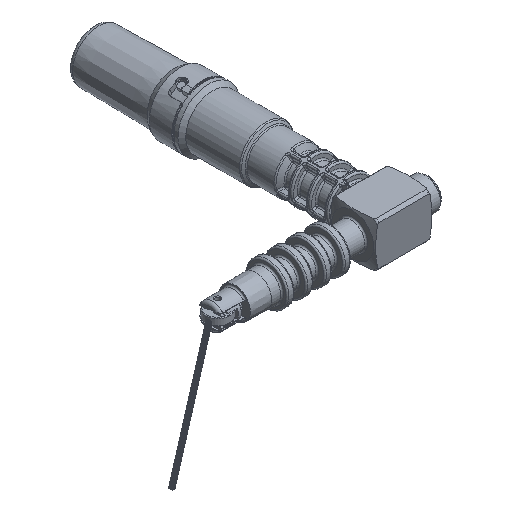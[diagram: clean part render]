
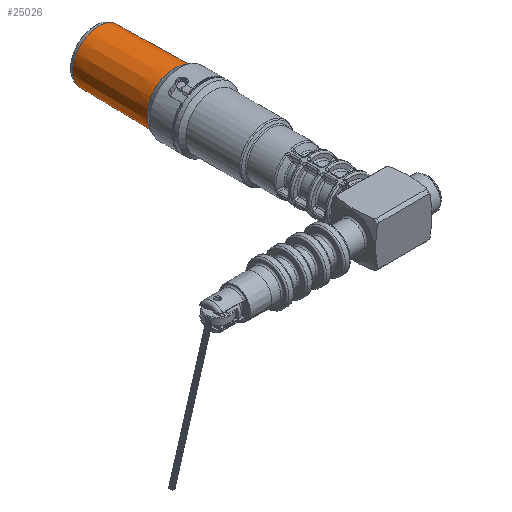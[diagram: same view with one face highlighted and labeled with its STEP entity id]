
A CAD part, isometric view. The second image highlights one B-rep face of the part: STEP entity #25026.
In plain terms, the highlighted conical face has half-angle 0.768 degrees and reference radius 17.613 mm.
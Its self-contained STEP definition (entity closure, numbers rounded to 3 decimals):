
#24984=CARTESIAN_POINT('',(9.105,148.703,19.923));
#24985=VERTEX_POINT('',#24984);
#24986=CARTESIAN_POINT('',(15.,148.703,2.969));
#24987=DIRECTION('',(0.,-1.0,0.));
#24988=DIRECTION('',(-0.328,0.,0.945));
#24989=AXIS2_PLACEMENT_3D('',#24986,#24987,#24988);
#24990=CIRCLE('',#24989,17.95);
#24991=EDGE_CURVE('',#24985,#24985,#24990,.T.);
#25007=CARTESIAN_POINT('',(15.,173.809,2.969));
#25008=DIRECTION('',(0.,-1.0,0.));
#25009=DIRECTION('',(-0.328,0.,0.945));
#25010=AXIS2_PLACEMENT_3D('',#25007,#25008,#25009);
#25011=CONICAL_SURFACE('',#25010,17.613,0.768);
#25012=ORIENTED_EDGE('',*,*,#24991,.F.);
#25013=EDGE_LOOP('',(#25012));
#25014=FACE_OUTER_BOUND('',#25013,.T.);
#25015=CARTESIAN_POINT('',(9.326,198.914,19.287));
#25016=VERTEX_POINT('',#25015);
#25017=CARTESIAN_POINT('',(15.,198.914,2.969));
#25018=DIRECTION('',(0.,-1.0,0.));
#25019=DIRECTION('',(-0.328,0.,0.945));
#25020=AXIS2_PLACEMENT_3D('',#25017,#25018,#25019);
#25021=CIRCLE('',#25020,17.277);
#25022=EDGE_CURVE('',#25016,#25016,#25021,.T.);
#25023=ORIENTED_EDGE('',*,*,#25022,.T.);
#25024=EDGE_LOOP('',(#25023));
#25025=FACE_BOUND('',#25024,.T.);
#25026=ADVANCED_FACE('',(#25014,#25025),#25011,.T.);
